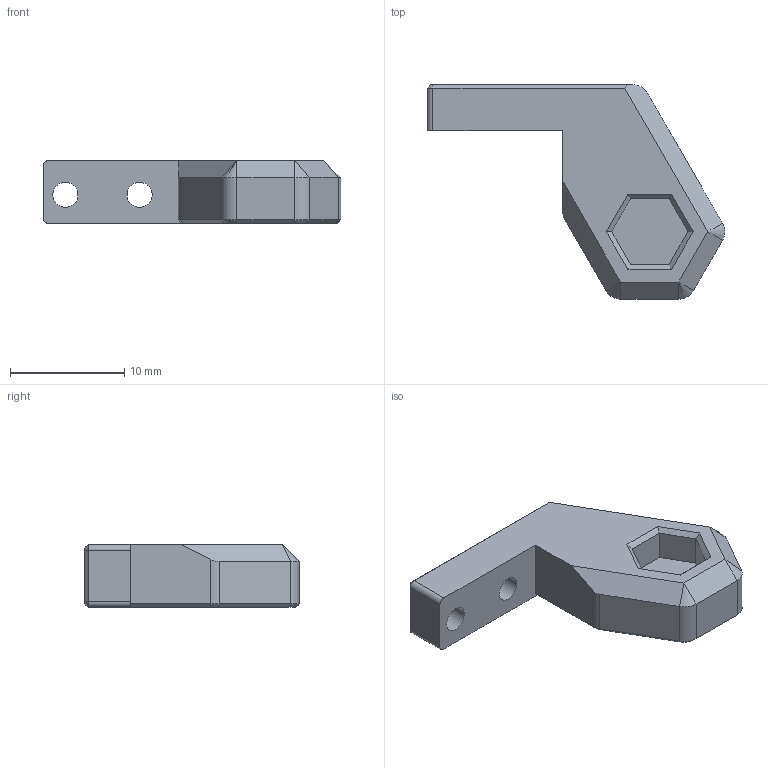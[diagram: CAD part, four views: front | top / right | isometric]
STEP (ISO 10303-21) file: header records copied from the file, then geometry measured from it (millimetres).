
FILE_DESCRIPTION (( 'STEP AP214' ), '1' );
FILE_NAME ('錨璃5^蚾饜极6.STEP', '2023-10-30T06:40:48', ( 'Windows User' ), ( 'P R C' ), 'SwSTEP 2.0', 'SolidWorks 2023', '' );
FILE_SCHEMA (( 'AUTOMOTIVE_DESIGN' ));
Length unit declared in the file: millimetre
Products named in the file (1): 零件5^装配体6
Bounding box: 26.08 x 18.78 x 5.5 mm (x, y, z)
Volume: 1183.3 mm3; surface area: 964.8 mm2
Topology: 1 solids, 1 shells, 58 faces, 138 edges, 80 vertices
Faces by surface type: plane 35, cylinder 12, cone 11
Entity records: 1640 total; most frequent: DIRECTION 281, CARTESIAN_POINT 280, ORIENTED_EDGE 270, EDGE_CURVE 135, VECTOR 103, LINE 103, AXIS2_PLACEMENT_3D 89, VERTEX_POINT 80
